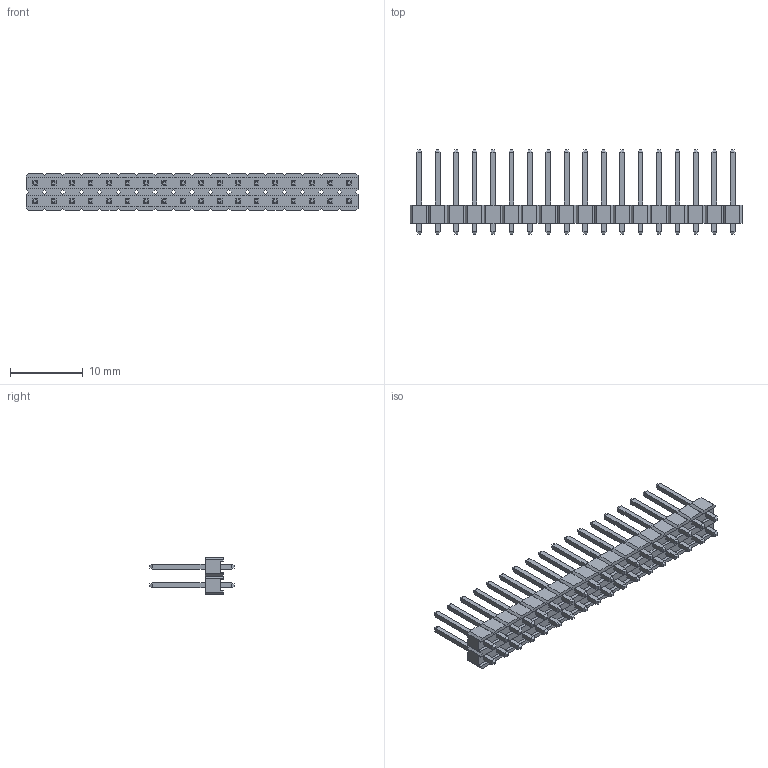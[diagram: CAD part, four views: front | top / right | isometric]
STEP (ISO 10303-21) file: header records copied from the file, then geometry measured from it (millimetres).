
FILE_DESCRIPTION (( 'STEP AP214' ), '1' );
FILE_NAME ('0_18_WA12071733546761.step', '2006-12-07T22:34:00', ( 'SysAdmin' ), ( 'SolidWorks' ), 'SwSTEP 2.0', 'SolidWorks 2007', '' );
FILE_SCHEMA (( 'AUTOMOTIVE_DESIGN' ));
Length unit declared in the file: millimetre
Products named in the file (1): 0_18_WA12071733546761
Bounding box: 45.72 x 11.6 x 5.08 mm (x, y, z)
Volume: 643.8 mm3; surface area: 1738.3 mm2
Topology: 1 solids, 1 shells, 842 faces, 2016 edges, 1248 vertices
Faces by surface type: plane 842
Entity records: 25721 total; most frequent: CARTESIAN_POINT 4107, ORIENTED_EDGE 4032, DIRECTION 3702, VECTOR 2016, LINE 2016, EDGE_CURVE 2016, VERTEX_POINT 1248, EDGE_LOOP 948
